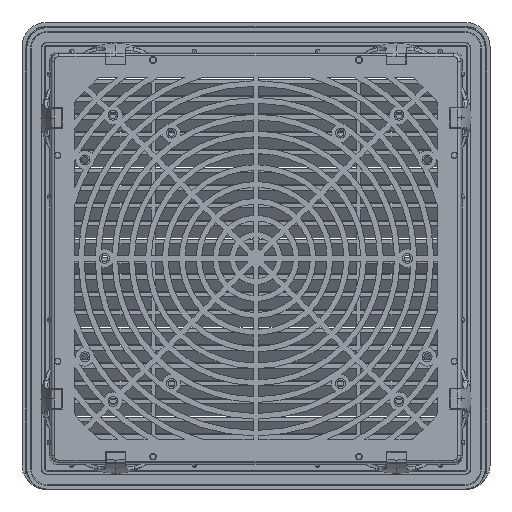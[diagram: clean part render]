
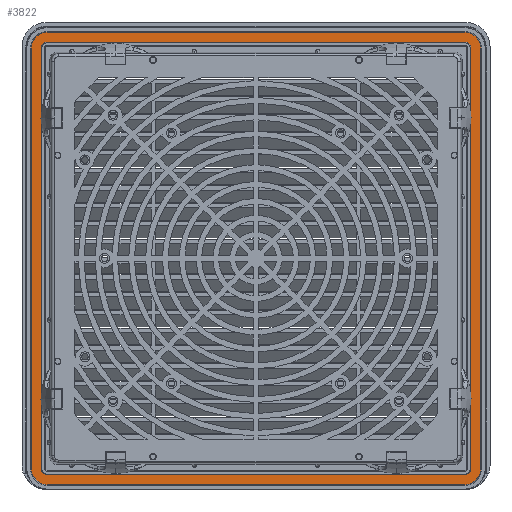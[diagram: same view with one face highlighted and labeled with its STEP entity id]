
A CAD part, top view. The second image highlights one B-rep face of the part: STEP entity #3822.
In plain terms, the highlighted planar face has unit normal (0, 0, 1).
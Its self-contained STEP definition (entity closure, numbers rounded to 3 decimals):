
#3822=ADVANCED_FACE('',(#9619,#9620),#6224,.F.);
#6224=PLANE('',#46820);
#9619=FACE_BOUND('',#10336,.T.);
#9620=FACE_BOUND('',#10337,.T.);
#10336=EDGE_LOOP('',(#21414,#21415,#21416,#21417,#21418,#21419,#21420,#21421));
#10337=EDGE_LOOP('',(#21422,#21423,#21424,#21425,#21426,#21427,#21428,#21429));
#13521=LINE('',#65080,#17065);
#13522=LINE('',#65085,#17066);
#13523=LINE('',#65089,#17067);
#13524=LINE('',#65093,#17068);
#13525=LINE('',#65099,#17069);
#13526=LINE('',#65103,#17070);
#13527=LINE('',#65107,#17071);
#13528=LINE('',#65111,#17072);
#17065=VECTOR('',#51749,1.);
#17066=VECTOR('',#51752,1.);
#17067=VECTOR('',#51755,1.);
#17068=VECTOR('',#51758,1.);
#17069=VECTOR('',#51763,1.);
#17070=VECTOR('',#51766,1.);
#17071=VECTOR('',#51769,1.);
#17072=VECTOR('',#51772,1.);
#21414=ORIENTED_EDGE('',*,*,#39300,.F.);
#21415=ORIENTED_EDGE('',*,*,#39301,.F.);
#21416=ORIENTED_EDGE('',*,*,#39302,.F.);
#21417=ORIENTED_EDGE('',*,*,#39303,.T.);
#21418=ORIENTED_EDGE('',*,*,#39304,.T.);
#21419=ORIENTED_EDGE('',*,*,#39305,.F.);
#21420=ORIENTED_EDGE('',*,*,#39306,.T.);
#21421=ORIENTED_EDGE('',*,*,#39307,.T.);
#21422=ORIENTED_EDGE('',*,*,#39308,.F.);
#21423=ORIENTED_EDGE('',*,*,#39309,.T.);
#21424=ORIENTED_EDGE('',*,*,#39310,.T.);
#21425=ORIENTED_EDGE('',*,*,#39311,.T.);
#21426=ORIENTED_EDGE('',*,*,#39312,.F.);
#21427=ORIENTED_EDGE('',*,*,#39313,.F.);
#21428=ORIENTED_EDGE('',*,*,#39314,.T.);
#21429=ORIENTED_EDGE('',*,*,#39315,.F.);
#34833=VERTEX_POINT('',#65081);
#34834=VERTEX_POINT('',#65082);
#34835=VERTEX_POINT('',#65084);
#34836=VERTEX_POINT('',#65086);
#34837=VERTEX_POINT('',#65088);
#34838=VERTEX_POINT('',#65090);
#34839=VERTEX_POINT('',#65092);
#34840=VERTEX_POINT('',#65094);
#34841=VERTEX_POINT('',#65097);
#34842=VERTEX_POINT('',#65098);
#34843=VERTEX_POINT('',#65100);
#34844=VERTEX_POINT('',#65102);
#34845=VERTEX_POINT('',#65104);
#34846=VERTEX_POINT('',#65106);
#34847=VERTEX_POINT('',#65108);
#34848=VERTEX_POINT('',#65110);
#39300=EDGE_CURVE('',#34833,#34834,#13521,.T.);
#39301=EDGE_CURVE('',#34835,#34833,#45385,.T.);
#39302=EDGE_CURVE('',#34836,#34835,#13522,.T.);
#39303=EDGE_CURVE('',#34836,#34837,#45386,.T.);
#39304=EDGE_CURVE('',#34837,#34838,#13523,.T.);
#39305=EDGE_CURVE('',#34839,#34838,#45387,.T.);
#39306=EDGE_CURVE('',#34839,#34840,#13524,.T.);
#39307=EDGE_CURVE('',#34840,#34834,#45388,.T.);
#39308=EDGE_CURVE('',#34841,#34842,#45389,.T.);
#39309=EDGE_CURVE('',#34841,#34843,#13525,.T.);
#39310=EDGE_CURVE('',#34843,#34844,#45390,.T.);
#39311=EDGE_CURVE('',#34844,#34845,#13526,.T.);
#39312=EDGE_CURVE('',#34846,#34845,#45391,.T.);
#39313=EDGE_CURVE('',#34847,#34846,#13527,.T.);
#39314=EDGE_CURVE('',#34847,#34848,#45392,.T.);
#39315=EDGE_CURVE('',#34842,#34848,#13528,.T.);
#45385=CIRCLE('',#46812,3.353);
#45386=CIRCLE('',#46813,3.353);
#45387=CIRCLE('',#46814,3.353);
#45388=CIRCLE('',#46815,3.353);
#45389=CIRCLE('',#46816,8.647);
#45390=CIRCLE('',#46817,8.647);
#45391=CIRCLE('',#46818,8.647);
#45392=CIRCLE('',#46819,8.647);
#46812=AXIS2_PLACEMENT_3D('',#65083,#51750,#51751);
#46813=AXIS2_PLACEMENT_3D('',#65087,#51753,#51754);
#46814=AXIS2_PLACEMENT_3D('',#65091,#51756,#51757);
#46815=AXIS2_PLACEMENT_3D('',#65095,#51759,#51760);
#46816=AXIS2_PLACEMENT_3D('',#65096,#51761,#51762);
#46817=AXIS2_PLACEMENT_3D('',#65101,#51764,#51765);
#46818=AXIS2_PLACEMENT_3D('',#65105,#51767,#51768);
#46819=AXIS2_PLACEMENT_3D('',#65109,#51770,#51771);
#46820=AXIS2_PLACEMENT_3D('',#65112,#51773,#51774);
#51749=DIRECTION('',(-1.,0.,0.));
#51750=DIRECTION('',(0.,0.,1.));
#51751=DIRECTION('',(-1.,0.,0.));
#51752=DIRECTION('',(0.,1.,0.));
#51753=DIRECTION('',(0.,0.,-1.));
#51754=DIRECTION('',(-1.,0.,0.));
#51755=DIRECTION('',(-1.,0.,0.));
#51756=DIRECTION('',(0.,0.,1.));
#51757=DIRECTION('',(1.,0.,0.));
#51758=DIRECTION('',(0.,1.,0.));
#51759=DIRECTION('',(0.,0.,-1.));
#51760=DIRECTION('',(1.,0.,0.));
#51761=DIRECTION('',(0.,0.,-1.));
#51762=DIRECTION('',(-1.,0.,0.));
#51763=DIRECTION('',(-1.,0.,0.));
#51764=DIRECTION('',(0.,0.,1.));
#51765=DIRECTION('',(1.,0.,0.));
#51766=DIRECTION('',(0.,-1.,0.));
#51767=DIRECTION('',(0.,0.,-1.));
#51768=DIRECTION('',(1.,0.,0.));
#51769=DIRECTION('',(-1.,0.,0.));
#51770=DIRECTION('',(0.,0.,1.));
#51771=DIRECTION('',(-1.,0.,0.));
#51772=DIRECTION('',(0.,-1.,0.));
#51773=DIRECTION('',(0.,0.,-1.));
#51774=DIRECTION('',(1.,0.,0.));
#65080=CARTESIAN_POINT('',(-104.776,-168.162,2.5));
#65081=CARTESIAN_POINT('',(6.798,-168.162,2.5));
#65082=CARTESIAN_POINT('',(-216.35,-168.162,2.5));
#65083=CARTESIAN_POINT('',(6.798,-171.515,2.5));
#65084=CARTESIAN_POINT('',(10.15,-171.515,2.5));
#65085=CARTESIAN_POINT('',(10.15,-284.013,2.5));
#65086=CARTESIAN_POINT('',(10.15,-396.262,2.5));
#65087=CARTESIAN_POINT('',(6.798,-396.262,2.5));
#65088=CARTESIAN_POINT('',(6.798,-399.614,2.5));
#65089=CARTESIAN_POINT('',(-104.776,-399.614,2.5));
#65090=CARTESIAN_POINT('',(-216.35,-399.614,2.5));
#65091=CARTESIAN_POINT('',(-216.35,-396.262,2.5));
#65092=CARTESIAN_POINT('',(-219.702,-396.262,2.5));
#65093=CARTESIAN_POINT('',(-219.702,-284.013,2.5));
#65094=CARTESIAN_POINT('',(-219.702,-171.515,2.5));
#65095=CARTESIAN_POINT('',(-216.35,-171.515,2.5));
#65096=CARTESIAN_POINT('',(6.798,-171.515,2.5));
#65097=CARTESIAN_POINT('',(6.798,-162.867,2.5));
#65098=CARTESIAN_POINT('',(15.445,-171.515,2.5));
#65099=CARTESIAN_POINT('',(-104.776,-162.867,2.5));
#65100=CARTESIAN_POINT('',(-216.35,-162.867,2.5));
#65101=CARTESIAN_POINT('',(-216.35,-171.515,2.5));
#65102=CARTESIAN_POINT('',(-224.997,-171.515,2.5));
#65103=CARTESIAN_POINT('',(-224.997,-283.888,2.5));
#65104=CARTESIAN_POINT('',(-224.997,-396.262,2.5));
#65105=CARTESIAN_POINT('',(-216.35,-396.262,2.5));
#65106=CARTESIAN_POINT('',(-216.35,-404.909,2.5));
#65107=CARTESIAN_POINT('',(-104.776,-404.909,2.5));
#65108=CARTESIAN_POINT('',(6.798,-404.909,2.5));
#65109=CARTESIAN_POINT('',(6.798,-396.262,2.5));
#65110=CARTESIAN_POINT('',(15.445,-396.262,2.5));
#65111=CARTESIAN_POINT('',(15.445,-283.888,2.5));
#65112=CARTESIAN_POINT('',(-104.776,-283.888,2.5));
